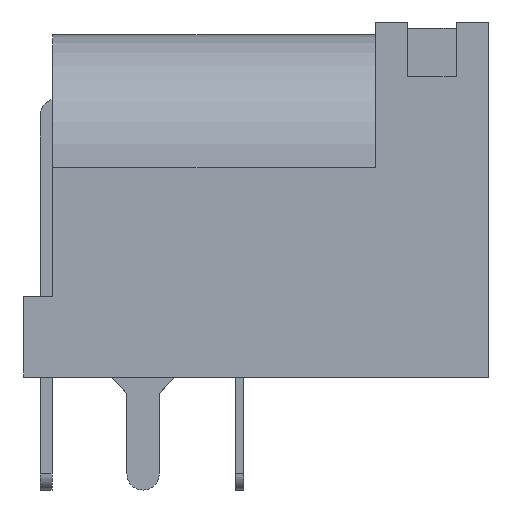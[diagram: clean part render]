
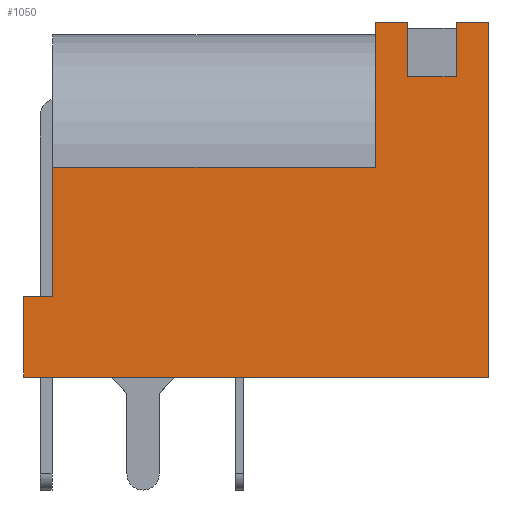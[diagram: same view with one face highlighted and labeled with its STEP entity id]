
A CAD part, front view. The second image highlights one B-rep face of the part: STEP entity #1050.
In plain terms, the highlighted planar face has unit normal (0, -1, 0).
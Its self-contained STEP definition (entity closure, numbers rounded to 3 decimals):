
#17=LINE('',#1486,#143);
#30=LINE('',#1517,#156);
#37=LINE('',#1532,#163);
#60=LINE('',#1576,#186);
#62=LINE('',#1579,#188);
#63=LINE('',#1581,#189);
#64=LINE('',#1583,#190);
#65=LINE('',#1585,#191);
#66=LINE('',#1587,#192);
#67=LINE('',#1589,#193);
#68=LINE('',#1591,#194);
#69=LINE('',#1592,#195);
#143=VECTOR('',#1213,1000.);
#156=VECTOR('',#1234,1000.);
#163=VECTOR('',#1243,1000.);
#186=VECTOR('',#1270,1000.);
#188=VECTOR('',#1274,1000.);
#189=VECTOR('',#1275,1000.);
#190=VECTOR('',#1276,1000.);
#191=VECTOR('',#1277,1000.);
#192=VECTOR('',#1278,1000.);
#193=VECTOR('',#1279,1000.);
#194=VECTOR('',#1280,1000.);
#195=VECTOR('',#1281,1000.);
#271=PLANE('',#1133);
#329=FACE_OUTER_BOUND('',#389,.T.);
#389=EDGE_LOOP('',(#755,#756,#757,#758,#759,#760,#761,#762,#763,#764,#765,
#766));
#460=VERTEX_POINT('',#1479);
#463=VERTEX_POINT('',#1484);
#477=VERTEX_POINT('',#1515);
#484=VERTEX_POINT('',#1531);
#502=VERTEX_POINT('',#1573);
#503=VERTEX_POINT('',#1575);
#504=VERTEX_POINT('',#1580);
#505=VERTEX_POINT('',#1582);
#506=VERTEX_POINT('',#1584);
#507=VERTEX_POINT('',#1586);
#508=VERTEX_POINT('',#1588);
#509=VERTEX_POINT('',#1590);
#558=EDGE_CURVE('',#460,#463,#17,.T.);
#573=EDGE_CURVE('',#463,#477,#30,.T.);
#580=EDGE_CURVE('',#484,#460,#37,.T.);
#603=EDGE_CURVE('',#502,#503,#60,.T.);
#605=EDGE_CURVE('',#503,#477,#62,.T.);
#606=EDGE_CURVE('',#504,#502,#63,.T.);
#607=EDGE_CURVE('',#505,#504,#64,.T.);
#608=EDGE_CURVE('',#505,#506,#65,.T.);
#609=EDGE_CURVE('',#507,#506,#66,.T.);
#610=EDGE_CURVE('',#507,#508,#67,.T.);
#611=EDGE_CURVE('',#509,#508,#68,.T.);
#612=EDGE_CURVE('',#509,#484,#69,.T.);
#755=ORIENTED_EDGE('',*,*,#580,.T.);
#756=ORIENTED_EDGE('',*,*,#558,.T.);
#757=ORIENTED_EDGE('',*,*,#573,.T.);
#758=ORIENTED_EDGE('',*,*,#605,.F.);
#759=ORIENTED_EDGE('',*,*,#603,.F.);
#760=ORIENTED_EDGE('',*,*,#606,.F.);
#761=ORIENTED_EDGE('',*,*,#607,.F.);
#762=ORIENTED_EDGE('',*,*,#608,.T.);
#763=ORIENTED_EDGE('',*,*,#609,.F.);
#764=ORIENTED_EDGE('',*,*,#610,.T.);
#765=ORIENTED_EDGE('',*,*,#611,.F.);
#766=ORIENTED_EDGE('',*,*,#612,.T.);
#1050=ADVANCED_FACE('',(#329),#271,.T.);
#1133=AXIS2_PLACEMENT_3D('',#1578,#1272,#1273);
#1213=DIRECTION('',(0.,0.,-1.));
#1234=DIRECTION('',(1.,0.,0.));
#1243=DIRECTION('',(-1.,0.,0.));
#1270=DIRECTION('',(1.,0.,0.));
#1272=DIRECTION('center_axis',(0.,-1.,0.));
#1273=DIRECTION('ref_axis',(0.,0.,
-1.));
#1274=DIRECTION('',(0.,0.,-1.));
#1275=DIRECTION('',(0.,0.,1.));
#1276=DIRECTION('',(1.,0.,0.));
#1277=DIRECTION('',(0.,0.,1.));
#1278=DIRECTION('',(1.,0.,0.));
#1279=DIRECTION('',(0.,0.,-1.));
#1280=DIRECTION('',(1.,0.,0.));
#1281=DIRECTION('',(0.,0.,-1.));
#1479=CARTESIAN_POINT('',(-6.772,-4.341,2.532));
#1484=CARTESIAN_POINT('',(-6.772,-4.341,0.032));
#1486=CARTESIAN_POINT('',(-6.772,-4.341,11.032));
#1515=CARTESIAN_POINT('',(7.628,-4.341,0.032));
#1517=CARTESIAN_POINT('',(-6.772,-4.341,0.032));
#1531=CARTESIAN_POINT('',(-5.872,-4.341,2.532));
#1532=CARTESIAN_POINT('',(-6.772,-4.341,2.532));
#1573=CARTESIAN_POINT('',(6.628,-4.341,11.032));
#1575=CARTESIAN_POINT('',(7.628,-4.341,11.032));
#1576=CARTESIAN_POINT('',(-6.772,-4.341,11.032));
#1578=CARTESIAN_POINT('Origin',(-6.772,-4.341,11.032));
#1579=CARTESIAN_POINT('',(7.628,-4.341,11.032));
#1580=CARTESIAN_POINT('',(6.628,-4.341,9.332));
#1581=CARTESIAN_POINT('',(6.628,-4.341,9.332));
#1582=CARTESIAN_POINT('',(5.128,-4.341,9.332));
#1583=CARTESIAN_POINT('',(6.628,-4.341,9.332));
#1584=CARTESIAN_POINT('',(5.128,-4.341,11.032));
#1585=CARTESIAN_POINT('',(5.128,-4.341,9.332));
#1586=CARTESIAN_POINT('',(4.128,-4.341,11.032));
#1587=CARTESIAN_POINT('',(-6.772,-4.341,11.032));
#1588=CARTESIAN_POINT('',(4.128,-4.341,6.532));
#1589=CARTESIAN_POINT('',(4.128,-4.341,11.032));
#1590=CARTESIAN_POINT('',(-5.872,-4.341,6.532));
#1591=CARTESIAN_POINT('',(-6.772,-4.341,6.532));
#1592=CARTESIAN_POINT('',(-5.872,-4.341,2.532));
